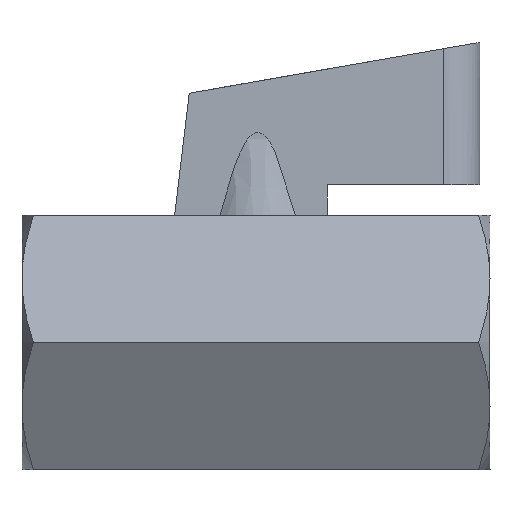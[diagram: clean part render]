
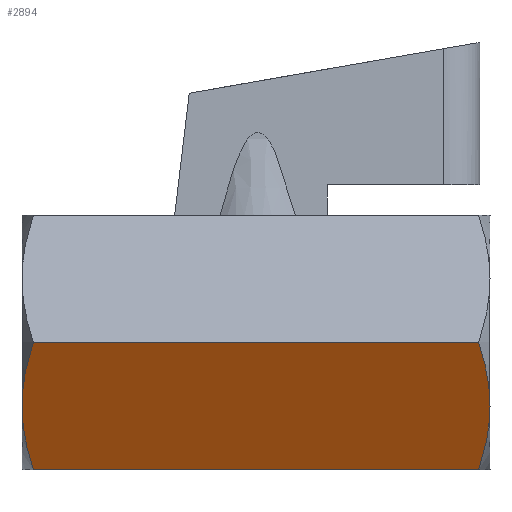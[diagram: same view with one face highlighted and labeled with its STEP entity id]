
A CAD part, front view. The second image highlights one B-rep face of the part: STEP entity #2894.
In plain terms, the highlighted face is planar.
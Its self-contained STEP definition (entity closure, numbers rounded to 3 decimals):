
#1443=HYPERBOLA('',#2762,7.217,12.5);
#1444=HYPERBOLA('',#2764,7.217,12.5);
#1445=HYPERBOLA('',#2765,7.217,12.5);
#1446=HYPERBOLA('',#2766,7.217,12.5);
#1701=ORIENTED_EDGE('',*,*,#2111,.T.);
#1702=ORIENTED_EDGE('',*,*,#2112,.T.);
#1703=ORIENTED_EDGE('',*,*,#2113,.T.);
#1704=ORIENTED_EDGE('',*,*,#2114,.T.);
#1705=ORIENTED_EDGE('',*,*,#2107,.F.);
#1706=ORIENTED_EDGE('',*,*,#2110,.T.);
#1831=VECTOR('',#2575,1.);
#1832=VECTOR('',#2588,1.);
#1903=LINE('',#3158,#1831);
#1904=LINE('',#3168,#1832);
#1979=VERTEX_POINT('',#3133);
#1986=VERTEX_POINT('',#3155);
#1987=VERTEX_POINT('',#3157);
#1989=VERTEX_POINT('',#3165);
#1990=VERTEX_POINT('',#3167);
#1991=VERTEX_POINT('',#3169);
#2107=EDGE_CURVE('',#1986,#1987,#1903,.T.);
#2110=EDGE_CURVE('',#1986,#1979,#1443,.T.);
#2111=EDGE_CURVE('',#1979,#1989,#1444,.T.);
#2112=EDGE_CURVE('',#1989,#1990,#1904,.T.);
#2113=EDGE_CURVE('',#1990,#1991,#1445,.T.);
#2114=EDGE_CURVE('',#1991,#1987,#1446,.T.);
#2208=EDGE_LOOP('',(#1701,#1702,#1703,#1704,#1705,#1706));
#2300=FACE_BOUND('',#2208,.T.);
#2575=DIRECTION('',(43.767,0.,0.));
#2582=DIRECTION('',(0.,0.5,-0.866));
#2583=DIRECTION('',(1.,0.,0.));
#2584=DIRECTION('',(0.,-0.5,0.866));
#2585=DIRECTION('',(0.,-0.866,-0.5));
#2586=DIRECTION('',(0.,0.5,-0.866));
#2587=DIRECTION('',(1.,0.,0.));
#2588=DIRECTION('',(43.767,0.,0.));
#2589=DIRECTION('',(0.,0.5,-0.866));
#2590=DIRECTION('',(-1.,0.,0.));
#2591=DIRECTION('',(0.,0.5,-0.866));
#2592=DIRECTION('',(-1.,0.,0.));
#2762=AXIS2_PLACEMENT_3D('',#3163,#2582,#2583);
#2763=AXIS2_PLACEMENT_3D('',#3164,#2584,#2585);
#2764=AXIS2_PLACEMENT_3D('',#3166,#2586,#2587);
#2765=AXIS2_PLACEMENT_3D('',#3170,#2589,#2590);
#2766=AXIS2_PLACEMENT_3D('',#3171,#2591,#2592);
#2837=PLANE('',#2763);
#2894=ADVANCED_FACE('',(#2300),#2837,.T.);
#3133=CARTESIAN_POINT('',(18.044,20.637,10.825));
#3155=CARTESIAN_POINT('',(19.16,26.887,14.434));
#3157=CARTESIAN_POINT('',(62.927,26.887,14.434));
#3158=CARTESIAN_POINT('',(19.16,26.887,14.434));
#3163=CARTESIAN_POINT('',(10.827,20.637,10.825));
#3164=CARTESIAN_POINT('',(18.044,20.637,10.825));
#3165=CARTESIAN_POINT('',(19.16,14.387,7.217));
#3166=CARTESIAN_POINT('',(10.827,20.637,10.825));
#3167=CARTESIAN_POINT('',(62.927,14.387,7.217));
#3168=CARTESIAN_POINT('',(19.16,14.387,7.217));
#3169=CARTESIAN_POINT('',(64.044,20.637,10.825));
#3170=CARTESIAN_POINT('',(71.261,20.637,10.825));
#3171=CARTESIAN_POINT('',(71.261,20.637,10.825));
